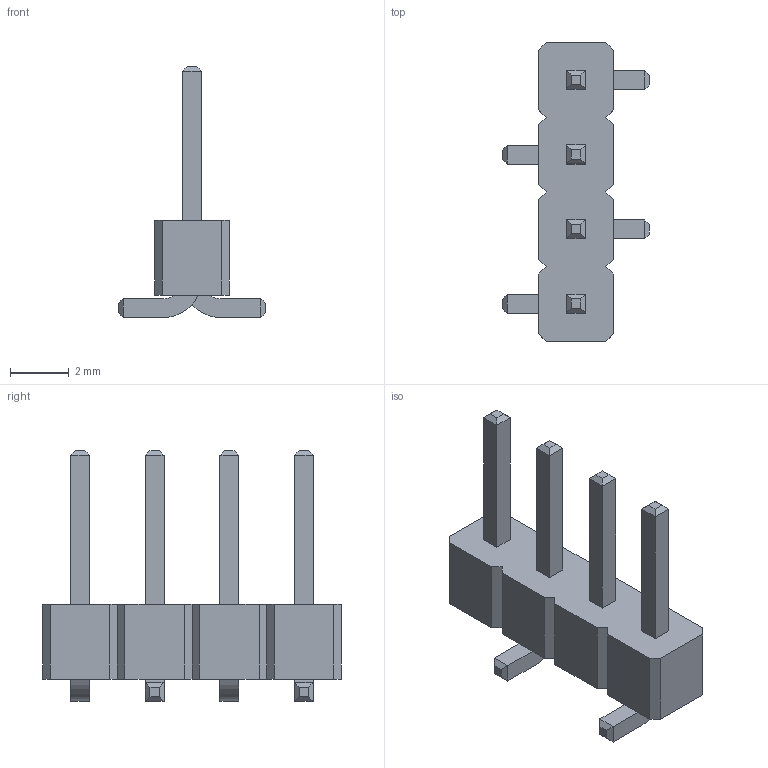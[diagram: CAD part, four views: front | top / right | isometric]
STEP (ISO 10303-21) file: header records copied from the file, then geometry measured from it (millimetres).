
FILE_DESCRIPTION(/* description */ ('model of Pin_Header_Straight_1x04_Pitch2.54mm_SMD_Pin1Right'),/* implementation_level */ '2;1');
FILE_NAME(/* name */ 'Pin_Header_Straight_1x04_Pitch2.54mm_SMD_Pin1Right.step',/* time_stamp */ '2017-08-19T04:02:20',/* author */ ('kicad StepUp','ksu'),/* organization */ ('FreeCAD'),/* preprocessor_version */ 'OCC',/* originating_system */ 'kicad StepUp',/* authorisation */ '');
FILE_SCHEMA(('AUTOMOTIVE_DESIGN { 1 0 10303 214 1 1 1 1 }'));
Length unit declared in the file: millimetre
Products named in the file (1): Pin_Header_Straight_1x04_Pitch254mm_SMD_Pin1Right
Bounding box: 5 x 10.16 x 8.54 mm (x, y, z)
Volume: 76.7 mm3; surface area: 193.2 mm2
Topology: 1 solids, 1 shells, 108 faces, 262 edges, 164 vertices
Faces by surface type: plane 100, cylinder 8
Entity records: 3835 total; most frequent: CARTESIAN_POINT 535, ORIENTED_EDGE 524, DIRECTION 496, EDGE_CURVE 262, LINE 246, VECTOR 246, VERTEX_POINT 164, AXIS2_PLACEMENT_3D 125
